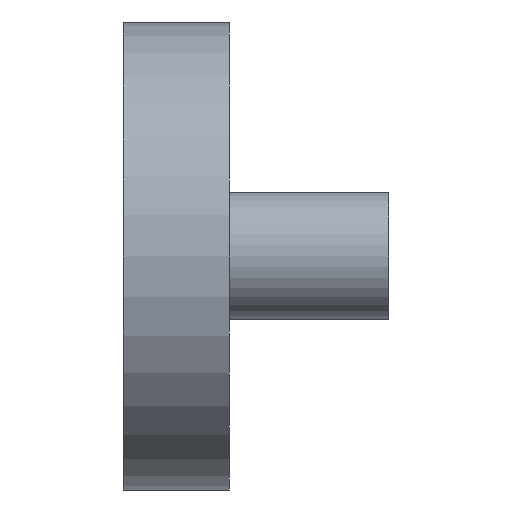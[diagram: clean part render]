
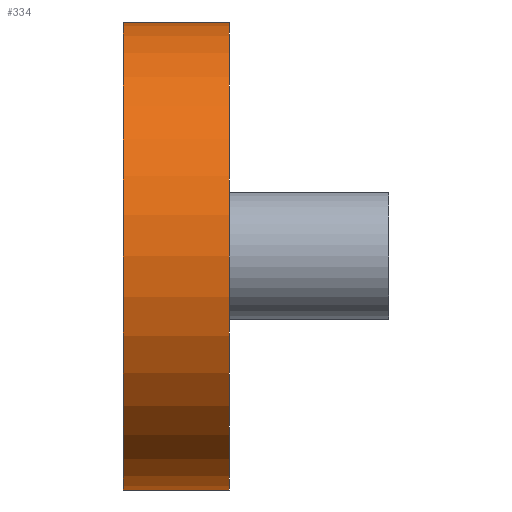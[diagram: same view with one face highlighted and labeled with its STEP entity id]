
A CAD part, front view. The second image highlights one B-rep face of the part: STEP entity #334.
In plain terms, the highlighted cylindrical face has radius 11 mm (diameter 22 mm), a partial arc.
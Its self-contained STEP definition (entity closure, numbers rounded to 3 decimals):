
#12 = CIRCLE ( 'NONE', #109, 11. ) ;
#15 = LINE ( 'NONE', #341, #175 ) ;
#20 = DIRECTION ( 'NONE',  ( -1., 0., 0. ) ) ;
#28 = VERTEX_POINT ( 'NONE', #248 ) ;
#36 = CARTESIAN_POINT ( 'NONE',  ( 2.5, 0., 0. ) ) ;
#39 = LINE ( 'NONE', #278, #257 ) ;
#47 = EDGE_CURVE ( 'NONE', #181, #28, #12, .T. ) ;
#50 = AXIS2_PLACEMENT_3D ( 'NONE', #204, #20, #372 ) ;
#62 = CIRCLE ( 'NONE', #291, 11. ) ;
#69 = DIRECTION ( 'NONE',  ( -1., 0., 0. ) ) ;
#86 = DIRECTION ( 'NONE',  ( 0., 0., -1. ) ) ;
#93 = VERTEX_POINT ( 'NONE', #364 ) ;
#109 = AXIS2_PLACEMENT_3D ( 'NONE', #36, #153, #86 ) ;
#123 = DIRECTION ( 'NONE',  ( -1., 0., 0. ) ) ;
#129 = CARTESIAN_POINT ( 'NONE',  ( -2.5, 0., 0. ) ) ;
#146 = ORIENTED_EDGE ( 'NONE', *, *, #47, .F. ) ;
#153 = DIRECTION ( 'NONE',  ( 1., 0., 0. ) ) ;
#175 = VECTOR ( 'NONE', #69, 1000. ) ;
#181 = VERTEX_POINT ( 'NONE', #203 ) ;
#187 = DIRECTION ( 'NONE',  ( 1., 0., 0. ) ) ;
#203 = CARTESIAN_POINT ( 'NONE',  ( 2.5, 0., 11. ) ) ;
#204 = CARTESIAN_POINT ( 'NONE',  ( 2.5, 0., 0. ) ) ;
#215 = EDGE_LOOP ( 'NONE', ( #297, #146, #303, #382 ) ) ;
#237 = CYLINDRICAL_SURFACE ( 'NONE', #50, 11. ) ;
#248 = CARTESIAN_POINT ( 'NONE',  ( 2.5, 0., -11. ) ) ;
#253 = VERTEX_POINT ( 'NONE', #333 ) ;
#255 = FACE_OUTER_BOUND ( 'NONE', #215, .T. ) ;
#257 = VECTOR ( 'NONE', #123, 1000. ) ;
#278 = CARTESIAN_POINT ( 'NONE',  ( 2.5, 0., -11. ) ) ;
#282 = EDGE_CURVE ( 'NONE', #181, #253, #15, .T. ) ;
#291 = AXIS2_PLACEMENT_3D ( 'NONE', #129, #187, #316 ) ;
#297 = ORIENTED_EDGE ( 'NONE', *, *, #319, .F. ) ;
#300 = EDGE_CURVE ( 'NONE', #253, #93, #62, .T. ) ;
#303 = ORIENTED_EDGE ( 'NONE', *, *, #282, .T. ) ;
#316 = DIRECTION ( 'NONE',  ( 0., 0., -1. ) ) ;
#319 = EDGE_CURVE ( 'NONE', #28, #93, #39, .T. ) ;
#333 = CARTESIAN_POINT ( 'NONE',  ( -2.5, 0., 11. ) ) ;
#334 = ADVANCED_FACE ( 'NONE', ( #255 ), #237, .T. ) ;
#341 = CARTESIAN_POINT ( 'NONE',  ( 2.5, 0., 11. ) ) ;
#364 = CARTESIAN_POINT ( 'NONE',  ( -2.5, 0., -11. ) ) ;
#372 = DIRECTION ( 'NONE',  ( 0., 0., 1. ) ) ;
#382 = ORIENTED_EDGE ( 'NONE', *, *, #300, .T. ) ;
